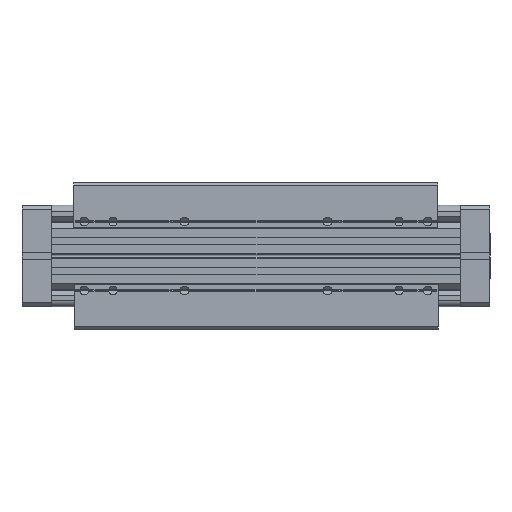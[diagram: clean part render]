
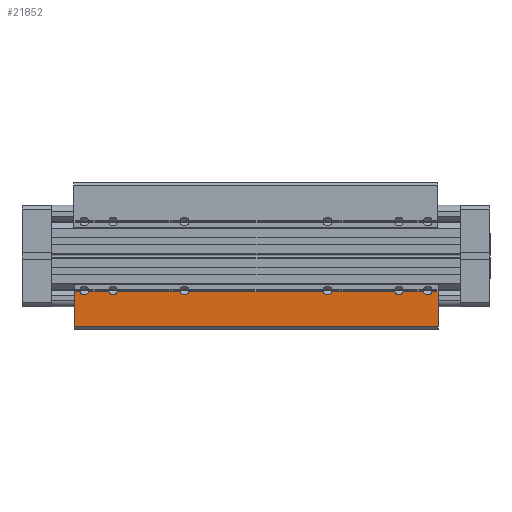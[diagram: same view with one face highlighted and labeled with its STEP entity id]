
A CAD part, front view. The second image highlights one B-rep face of the part: STEP entity #21852.
In plain terms, the highlighted face is planar.
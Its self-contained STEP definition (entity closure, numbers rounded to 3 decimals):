
#2181 = CARTESIAN_POINT ( 'NONE',  ( 205.637, -706.388, -45.775 ) ) ;
#2268 = CARTESIAN_POINT ( 'NONE',  ( 190.363, -706.388, -45.775 ) ) ;
#2272 = CARTESIAN_POINT ( 'NONE',  ( 267.363, -706.388, -45.775 ) ) ;
#2302 = CARTESIAN_POINT ( 'NONE',  ( 179., -706.388, -45.775 ) ) ;
#2453 = CARTESIAN_POINT ( 'NONE',  ( 432.363, -706.388, -45.775 ) ) ;
#2497 = CARTESIAN_POINT ( 'NONE',  ( 212.363, -706.388, -45.775 ) ) ;
#2618 = CARTESIAN_POINT ( 'NONE',  ( 377.363, -706.388, -45.775 ) ) ;
#2908 = CARTESIAN_POINT ( 'NONE',  ( 459., -678.888, -45.775 ) ) ;
#2911 = CARTESIAN_POINT ( 'NONE',  ( 459., -706.388, -45.775 ) ) ;
#2981 = CARTESIAN_POINT ( 'NONE',  ( 260.637, -706.388, -45.775 ) ) ;
#3031 = CARTESIAN_POINT ( 'NONE',  ( 454.363, -706.388, -45.775 ) ) ;
#3082 = CARTESIAN_POINT ( 'NONE',  ( 179., -678.888, -45.775 ) ) ;
#3220 = CARTESIAN_POINT ( 'NONE',  ( 425.637, -706.388, -45.775 ) ) ;
#3287 = CARTESIAN_POINT ( 'NONE',  ( 370.637, -706.388, -45.775 ) ) ;
#3315 = CARTESIAN_POINT ( 'NONE',  ( 183.637, -706.388, -45.775 ) ) ;
#3343 = CARTESIAN_POINT ( 'NONE',  ( 447.637, -706.388, -45.775 ) ) ;
#3891 = LINE ( 'NONE', #5031, #3892 ) ;
#3892 = VECTOR ( 'NONE', #5032, 1000. ) ;
#4558 = CIRCLE ( 'NONE', #15383, 3.4 ) ;
#4561 = LINE ( 'NONE', #6261, #4562 ) ;
#4562 = VECTOR ( 'NONE', #6262, 1000. ) ;
#4567 = CIRCLE ( 'NONE', #15385, 3.4 ) ;
#4570 = CIRCLE ( 'NONE', #15389, 3.4 ) ;
#4572 = CIRCLE ( 'NONE', #15388, 3.4 ) ;
#4578 = CIRCLE ( 'NONE', #15391, 3.4 ) ;
#4581 = CIRCLE ( 'NONE', #15392, 3.4 ) ;
#5031 = CARTESIAN_POINT ( 'NONE',  ( 459., -703.488, -45.775 ) ) ;
#5032 = DIRECTION ( 'NONE',  ( 0., 1., 0. ) ) ;
#6250 = CARTESIAN_POINT ( 'NONE',  ( 374., -706.888, -45.775 ) ) ;
#6253 = CARTESIAN_POINT ( 'NONE',  ( 264., -706.888, -45.775 ) ) ;
#6254 = CARTESIAN_POINT ( 'NONE',  ( 451., -706.888, -45.775 ) ) ;
#6255 = DIRECTION ( 'NONE',  ( 0., 0., 1. ) ) ;
#6256 = DIRECTION ( 'NONE',  ( 1., 0., 0. ) ) ;
#6261 = CARTESIAN_POINT ( 'NONE',  ( 459., -678.888, -45.775 ) ) ;
#6262 = DIRECTION ( 'NONE',  ( -1., 0., 0. ) ) ;
#6265 = CARTESIAN_POINT ( 'NONE',  ( 209., -706.888, -45.775 ) ) ;
#6266 = DIRECTION ( 'NONE',  ( 0., 0., 1. ) ) ;
#6267 = DIRECTION ( 'NONE',  ( 1., 0., 0. ) ) ;
#6271 = DIRECTION ( 'NONE',  ( 0., 0., 1. ) ) ;
#6272 = DIRECTION ( 'NONE',  ( 1., 0., 0. ) ) ;
#6273 = DIRECTION ( 'NONE',  ( 0., 0., 1. ) ) ;
#6274 = DIRECTION ( 'NONE',  ( 1., 0., 0. ) ) ;
#6277 = CARTESIAN_POINT ( 'NONE',  ( 187., -706.888, -45.775 ) ) ;
#6280 = CARTESIAN_POINT ( 'NONE',  ( 429., -706.888, -45.775 ) ) ;
#6283 = DIRECTION ( 'NONE',  ( 0., 0., 1. ) ) ;
#6284 = DIRECTION ( 'NONE',  ( 1., 0., 0. ) ) ;
#6287 = DIRECTION ( 'NONE',  ( 0., 0., 1. ) ) ;
#6288 = DIRECTION ( 'NONE',  ( 1., 0., 0. ) ) ;
#8040 = LINE ( 'NONE', #17005, #8041 ) ;
#8041 = VECTOR ( 'NONE', #17006, 1000. ) ;
#9228 = CARTESIAN_POINT ( 'NONE',  ( 459., -706.388, -45.775 ) ) ;
#9233 = DIRECTION ( 'NONE',  ( -1., 0., 0. ) ) ;
#9259 = CARTESIAN_POINT ( 'NONE',  ( 459., -706.388, -45.775 ) ) ;
#9260 = DIRECTION ( 'NONE',  ( -1., 0., 0. ) ) ;
#9565 = CARTESIAN_POINT ( 'NONE',  ( 459., -706.388, -45.775 ) ) ;
#9584 = DIRECTION ( 'NONE',  ( -1., 0., 0. ) ) ;
#10173 = CARTESIAN_POINT ( 'NONE',  ( 459., -706.388, -45.775 ) ) ;
#10182 = DIRECTION ( 'NONE',  ( -1., 0., 0. ) ) ;
#10220 = CARTESIAN_POINT ( 'NONE',  ( 459., -706.388, -45.775 ) ) ;
#10221 = DIRECTION ( 'NONE',  ( -1., 0., 0. ) ) ;
#10883 = CARTESIAN_POINT ( 'NONE',  ( 459., -706.388, -45.775 ) ) ;
#10884 = DIRECTION ( 'NONE',  ( -1., 0., 0. ) ) ;
#11566 = ORIENTED_EDGE ( 'NONE', *, *, #20772, .F. ) ;
#11567 = ORIENTED_EDGE ( 'NONE', *, *, #20025, .F. ) ;
#11568 = ORIENTED_EDGE ( 'NONE', *, *, #20764, .F. ) ;
#11569 = ORIENTED_EDGE ( 'NONE', *, *, #21503, .F. ) ;
#11570 = ORIENTED_EDGE ( 'NONE', *, *, #20769, .F. ) ;
#11571 = ORIENTED_EDGE ( 'NONE', *, *, #19881, .F. ) ;
#11572 = ORIENTED_EDGE ( 'NONE', *, *, #20776, .F. ) ;
#11573 = ORIENTED_EDGE ( 'NONE', *, *, #19781, .F. ) ;
#11574 = ORIENTED_EDGE ( 'NONE', *, *, #20771, .F. ) ;
#11575 = ORIENTED_EDGE ( 'NONE', *, *, #20240, .F. ) ;
#11576 = ORIENTED_EDGE ( 'NONE', *, *, #20356, .T. ) ;
#11577 = ORIENTED_EDGE ( 'NONE', *, *, #20767, .T. ) ;
#11578 = ORIENTED_EDGE ( 'NONE', *, *, #15075, .F. ) ;
#11579 = ORIENTED_EDGE ( 'NONE', *, *, #19790, .F. ) ;
#11580 = ORIENTED_EDGE ( 'NONE', *, *, #20778, .F. ) ;
#11581 = ORIENTED_EDGE ( 'NONE', *, *, #20035, .F. ) ;
#14150 = VECTOR ( 'NONE', #25023, 1000. ) ;
#14155 = LINE ( 'NONE', #25089, #14150 ) ;
#14325 = VECTOR ( 'NONE', #9233, 1000. ) ;
#14328 = LINE ( 'NONE', #9228, #14325 ) ;
#14336 = LINE ( 'NONE', #9259, #14337 ) ;
#14337 = VECTOR ( 'NONE', #9260, 1000. ) ;
#14430 = LINE ( 'NONE', #9565, #14434 ) ;
#14434 = VECTOR ( 'NONE', #9584, 1000. ) ;
#14633 = LINE ( 'NONE', #10173, #14635 ) ;
#14635 = VECTOR ( 'NONE', #10182, 1000. ) ;
#14647 = LINE ( 'NONE', #10220, #14650 ) ;
#14650 = VECTOR ( 'NONE', #10221, 1000. ) ;
#14915 = VECTOR ( 'NONE', #10884, 1000. ) ;
#14930 = LINE ( 'NONE', #10883, #14915 ) ;
#15075 = EDGE_CURVE ( 'NONE', #23827, #24607, #14155, .T. ) ;
#15383 = AXIS2_PLACEMENT_3D ( 'NONE', #6253, #6255, #6256 ) ;
#15385 = AXIS2_PLACEMENT_3D ( 'NONE', #6250, #6266, #6267 ) ;
#15388 = AXIS2_PLACEMENT_3D ( 'NONE', #6265, #6273, #6274 ) ;
#15389 = AXIS2_PLACEMENT_3D ( 'NONE', #6254, #6271, #6272 ) ;
#15391 = AXIS2_PLACEMENT_3D ( 'NONE', #6280, #6283, #6284 ) ;
#15392 = AXIS2_PLACEMENT_3D ( 'NONE', #6277, #6287, #6288 ) ;
#15944 = AXIS2_PLACEMENT_3D ( 'NONE', #18547, #18553, #18554 ) ;
#17005 = CARTESIAN_POINT ( 'NONE',  ( 459., -706.388, -45.775 ) ) ;
#17006 = DIRECTION ( 'NONE',  ( -1., 0., 0. ) ) ;
#18544 = PLANE ( 'NONE',  #15944 ) ;
#18547 = CARTESIAN_POINT ( 'NONE',  ( 459., -703.488, -45.775 ) ) ;
#18553 = DIRECTION ( 'NONE',  ( 0., 0., 1. ) ) ;
#18554 = DIRECTION ( 'NONE',  ( 1., 0., 0. ) ) ;
#18904 = FACE_OUTER_BOUND ( 'NONE', #22854, .T. ) ;
#19781 = EDGE_CURVE ( 'NONE', #24868, #23978, #14328, .T. ) ;
#19790 = EDGE_CURVE ( 'NONE', #24840, #23827, #14336, .T. ) ;
#19881 = EDGE_CURVE ( 'NONE', #24745, #24143, #14430, .T. ) ;
#20025 = EDGE_CURVE ( 'NONE', #24506, #24022, #14633, .T. ) ;
#20035 = EDGE_CURVE ( 'NONE', #23706, #23793, #14647, .T. ) ;
#20240 = EDGE_CURVE ( 'NONE', #24436, #24556, #14930, .T. ) ;
#20356 = EDGE_CURVE ( 'NONE', #24436, #24433, #3891, .T. ) ;
#20764 = EDGE_CURVE ( 'NONE', #23797, #24506, #4558, .T. ) ;
#20767 = EDGE_CURVE ( 'NONE', #24433, #24607, #4561, .T. ) ;
#20769 = EDGE_CURVE ( 'NONE', #24143, #24812, #4567, .T. ) ;
#20771 = EDGE_CURVE ( 'NONE', #24556, #24868, #4570, .T. ) ;
#20772 = EDGE_CURVE ( 'NONE', #24022, #23706, #4572, .T. ) ;
#20776 = EDGE_CURVE ( 'NONE', #23978, #24745, #4578, .T. ) ;
#20778 = EDGE_CURVE ( 'NONE', #23793, #24840, #4581, .T. ) ;
#21503 = EDGE_CURVE ( 'NONE', #24812, #23797, #8040, .T. ) ;
#21852 = ADVANCED_FACE ( 'NONE', ( #18904 ), #18544, .T. ) ;
#22854 = EDGE_LOOP ( 'NONE', ( #11566, #11567, #11568, #11569, #11570, #11571, #11572, #11573, #11574, #11575, #11576, #11577, #11578, #11579, #11580, #11581 ) ) ;
#23706 = VERTEX_POINT ( 'NONE', #2181 ) ;
#23793 = VERTEX_POINT ( 'NONE', #2268 ) ;
#23797 = VERTEX_POINT ( 'NONE', #2272 ) ;
#23827 = VERTEX_POINT ( 'NONE', #2302 ) ;
#23978 = VERTEX_POINT ( 'NONE', #2453 ) ;
#24022 = VERTEX_POINT ( 'NONE', #2497 ) ;
#24143 = VERTEX_POINT ( 'NONE', #2618 ) ;
#24433 = VERTEX_POINT ( 'NONE', #2908 ) ;
#24436 = VERTEX_POINT ( 'NONE', #2911 ) ;
#24506 = VERTEX_POINT ( 'NONE', #2981 ) ;
#24556 = VERTEX_POINT ( 'NONE', #3031 ) ;
#24607 = VERTEX_POINT ( 'NONE', #3082 ) ;
#24745 = VERTEX_POINT ( 'NONE', #3220 ) ;
#24812 = VERTEX_POINT ( 'NONE', #3287 ) ;
#24840 = VERTEX_POINT ( 'NONE', #3315 ) ;
#24868 = VERTEX_POINT ( 'NONE', #3343 ) ;
#25023 = DIRECTION ( 'NONE',  ( 0., 1., 0. ) ) ;
#25089 = CARTESIAN_POINT ( 'NONE',  ( 179., -703.488, -45.775 ) ) ;
